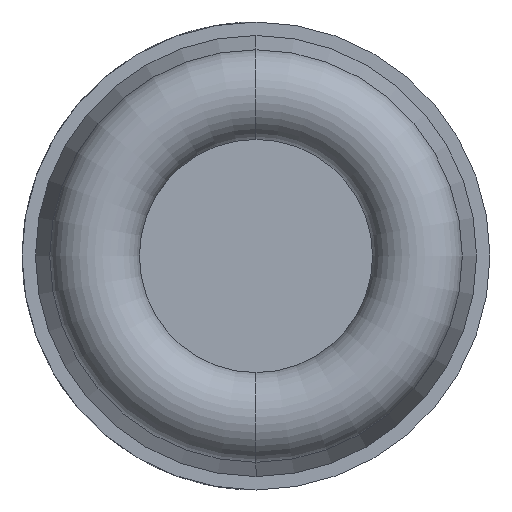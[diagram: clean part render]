
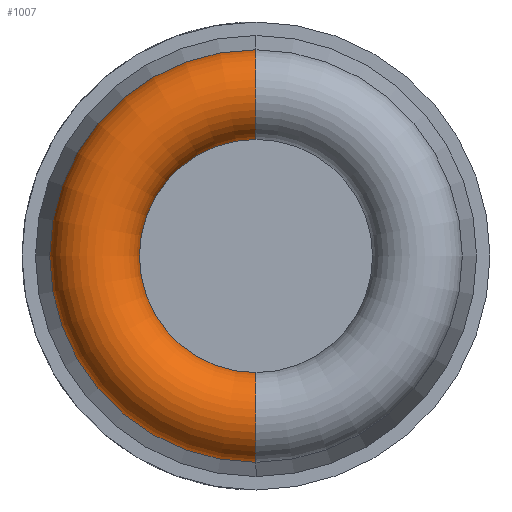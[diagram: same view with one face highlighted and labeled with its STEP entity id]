
A CAD part, left-side view. The second image highlights one B-rep face of the part: STEP entity #1007.
In plain terms, the highlighted toroidal (fillet/blend) face has major radius 0.457 mm and minor radius 0.127 mm.
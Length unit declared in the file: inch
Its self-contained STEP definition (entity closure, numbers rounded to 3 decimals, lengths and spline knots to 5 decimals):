
#59 = CARTESIAN_POINT ( 'NONE',  ( -0.25975, 0., -0.023 ) ) ;
#100 = CARTESIAN_POINT ( 'NONE',  ( -0.25975, 0., 0.013 ) ) ;
#202 = AXIS2_PLACEMENT_3D ( 'NONE', #659, #664, #645 ) ;
#204 = CARTESIAN_POINT ( 'NONE',  ( -0.25975, 0., -0.013 ) ) ;
#251 = TOROIDAL_SURFACE ( 'NONE', #202, 0.018, 0.005 ) ;
#289 = FACE_OUTER_BOUND ( 'NONE', #1109, .T. ) ;
#397 = AXIS2_PLACEMENT_3D ( 'NONE', #1062, #1060, #1058 ) ;
#426 = AXIS2_PLACEMENT_3D ( 'NONE', #1110, #1107, #1100 ) ;
#429 = CIRCLE ( 'NONE', #397, 0.023 ) ;
#444 = CIRCLE ( 'NONE', #426, 0.005 ) ;
#446 = CIRCLE ( 'NONE', #453, 0.005 ) ;
#448 = AXIS2_PLACEMENT_3D ( 'NONE', #1126, #1125, #1121 ) ;
#450 = CIRCLE ( 'NONE', #448, 0.013 ) ;
#453 = AXIS2_PLACEMENT_3D ( 'NONE', #1052, #1048, #1047 ) ;
#645 = DIRECTION ( 'NONE',  ( 0., 0., -1. ) ) ;
#659 = CARTESIAN_POINT ( 'NONE',  ( -0.25975, 0., 0. ) ) ;
#664 = DIRECTION ( 'NONE',  ( 1., 0., 0. ) ) ;
#690 = VERTEX_POINT ( 'NONE', #204 ) ;
#715 = VERTEX_POINT ( 'NONE', #59 ) ;
#743 = EDGE_CURVE ( 'NONE', #690, #1191, #450, .T. ) ;
#758 = EDGE_CURVE ( 'NONE', #1191, #789, #444, .T. ) ;
#779 = EDGE_CURVE ( 'NONE', #715, #789, #429, .T. ) ;
#784 = EDGE_CURVE ( 'NONE', #690, #715, #446, .T. ) ;
#789 = VERTEX_POINT ( 'NONE', #1070 ) ;
#849 = ORIENTED_EDGE ( 'NONE', *, *, #743, .T. ) ;
#861 = ORIENTED_EDGE ( 'NONE', *, *, #758, .T. ) ;
#863 = ORIENTED_EDGE ( 'NONE', *, *, #779, .F. ) ;
#873 = ORIENTED_EDGE ( 'NONE', *, *, #784, .F. ) ;
#1007 = ADVANCED_FACE ( 'NONE', ( #289 ), #251, .T. ) ;
#1047 = DIRECTION ( 'NONE',  ( 0., 0., -1. ) ) ;
#1048 = DIRECTION ( 'NONE',  ( 0., -1., 0. ) ) ;
#1052 = CARTESIAN_POINT ( 'NONE',  ( -0.25975, 0., -0.018 ) ) ;
#1058 = DIRECTION ( 'NONE',  ( 0., 0., -1. ) ) ;
#1060 = DIRECTION ( 'NONE',  ( 1., 0., 0. ) ) ;
#1062 = CARTESIAN_POINT ( 'NONE',  ( -0.25975, 0., 0. ) ) ;
#1070 = CARTESIAN_POINT ( 'NONE',  ( -0.25975, 0., 0.023 ) ) ;
#1100 = DIRECTION ( 'NONE',  ( 0., 0., 1. ) ) ;
#1107 = DIRECTION ( 'NONE',  ( 0., 1., 0. ) ) ;
#1109 = EDGE_LOOP ( 'NONE', ( #849, #861, #863, #873 ) ) ;
#1110 = CARTESIAN_POINT ( 'NONE',  ( -0.25975, 0., 0.018 ) ) ;
#1121 = DIRECTION ( 'NONE',  ( 0., 0., -1. ) ) ;
#1125 = DIRECTION ( 'NONE',  ( 1., 0., 0. ) ) ;
#1126 = CARTESIAN_POINT ( 'NONE',  ( -0.25975, 0., 0. ) ) ;
#1191 = VERTEX_POINT ( 'NONE', #100 ) ;
